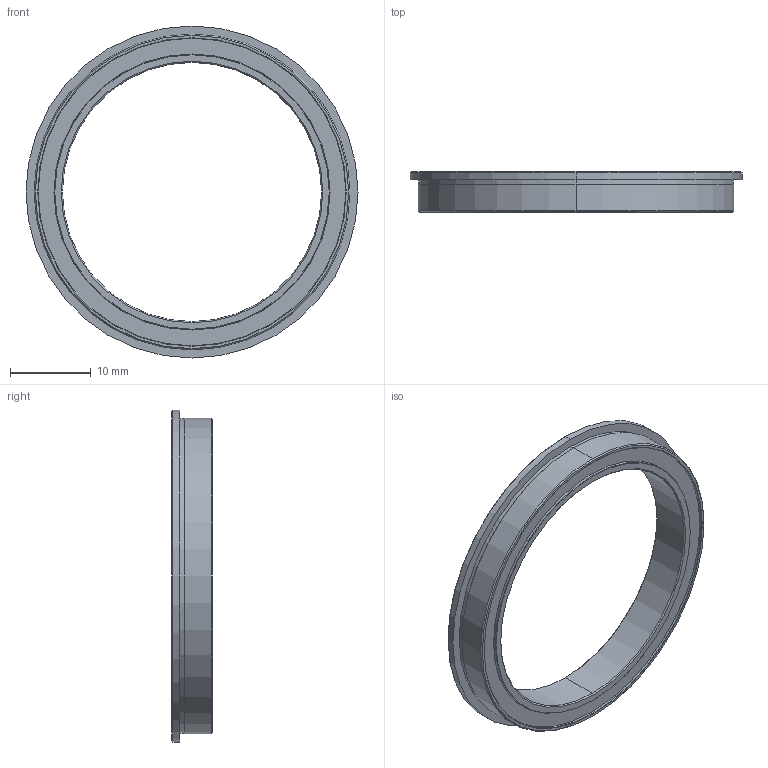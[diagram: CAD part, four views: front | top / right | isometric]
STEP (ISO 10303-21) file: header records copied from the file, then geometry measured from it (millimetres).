
FILE_DESCRIPTION (( 'STEP AP203' ), '1' );
FILE_NAME ('1601-0039-00032.STEP', '2018-03-12T19:49:53', ( '' ), ( '' ), 'SwSTEP 2.0', 'SolidWorks 2016', '' );
FILE_SCHEMA (( 'CONFIG_CONTROL_DESIGN' ));
Length unit declared in the file: millimetre
Products named in the file (1): 1601-0039-00032
Bounding box: 41 x 5 x 41 mm (x, y, z)
Volume: 1902.9 mm3; surface area: 2432.8 mm2
Topology: 1 solids, 1 shells, 46 faces, 92 edges, 56 vertices
Faces by surface type: cylinder 20, cone 16, plane 10
Entity records: 1285 total; most frequent: DIRECTION 242, CARTESIAN_POINT 195, ORIENTED_EDGE 184, AXIS2_PLACEMENT_3D 103, EDGE_CURVE 92, CIRCLE 56, EDGE_LOOP 56, VERTEX_POINT 56
